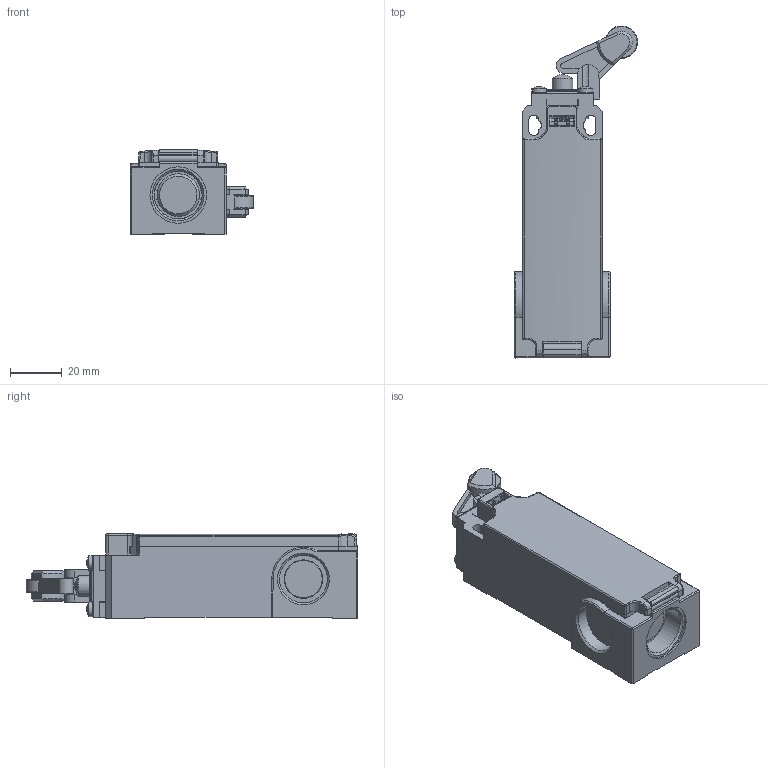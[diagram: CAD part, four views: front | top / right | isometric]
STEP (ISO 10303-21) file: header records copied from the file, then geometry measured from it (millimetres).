
FILE_DESCRIPTION (( 'STEP AP214' ), '1' );
FILE_NAME ('AHP2T32J02-024.STEP', '2023-05-03T17:10:33', ( '' ), ( '' ), 'SwSTEP 2.0', 'SolidWorks 2021', '' );
FILE_SCHEMA (( 'AUTOMOTIVE_DESIGN' ));
Length unit declared in the file: inch
Products named in the file (1): AHP2T32J02-024
Bounding box: 47.67 x 128.48 x 32.79 mm (x, y, z)
Volume: 96748 mm3; surface area: 25073.4 mm2
Topology: 1 solids, 14 shells, 612 faces, 1641 edges, 1055 vertices
Faces by surface type: plane 359, cylinder 173, bspline 54, cone 24, torus 2
Full cylindrical faces by diameter (mm): 2.3 x4, 3 x5, 5.6 x4, 7 x1, 7.8 x2, 8 x1, 8.1 x1, 12.5 x1, 18.5 x3, 21.85 x1
Entity records: 19949 total; most frequent: CARTESIAN_POINT 5626, ORIENTED_EDGE 3152, DIRECTION 2653, EDGE_CURVE 1576, VECTOR 1053, LINE 1053, VERTEX_POINT 1033, AXIS2_PLACEMENT_3D 800
